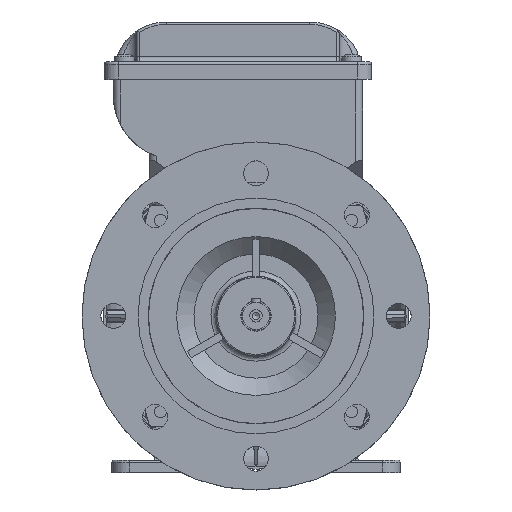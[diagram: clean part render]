
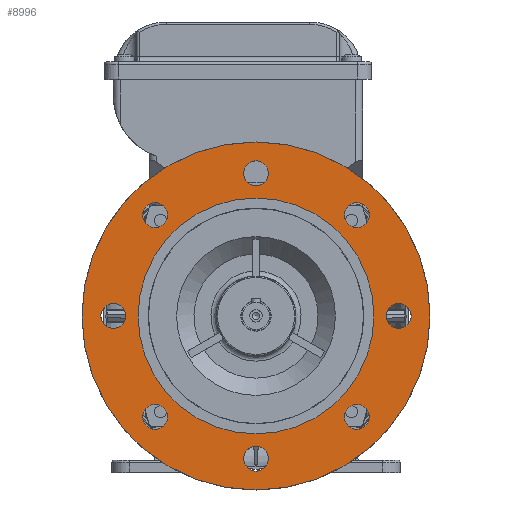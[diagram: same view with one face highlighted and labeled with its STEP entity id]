
A CAD part, top view. The second image highlights one B-rep face of the part: STEP entity #8996.
In plain terms, the highlighted planar face has unit normal (0, 0, 1).
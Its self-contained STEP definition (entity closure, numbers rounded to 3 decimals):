
#4015=FACE_BOUND('',#15028,.T.);
#4016=FACE_BOUND('',#15029,.T.);
#4017=FACE_BOUND('',#15030,.T.);
#4018=FACE_BOUND('',#15031,.T.);
#4019=FACE_BOUND('',#15032,.T.);
#4020=FACE_BOUND('',#15033,.T.);
#4021=FACE_BOUND('',#15034,.T.);
#4022=FACE_BOUND('',#15035,.T.);
#4023=FACE_BOUND('',#15036,.T.);
#4024=FACE_BOUND('',#15037,.T.);
#5425=CIRCLE('',#47567,5.);
#5427=CIRCLE('',#47570,5.);
#5429=CIRCLE('',#47573,5.);
#5447=CIRCLE('',#47606,5.);
#5460=CIRCLE('',#47627,5.);
#5470=CIRCLE('',#47641,5.);
#5482=CIRCLE('',#47664,5.);
#5647=CIRCLE('',#47954,47.5);
#5648=CIRCLE('',#47956,5.);
#5649=CIRCLE('',#47957,70.1);
#8996=ADVANCED_FACE('',(#4015,#4016,#4017,#4018,#4019,#4020,#4021,#4022,
#4023,#4024),#10412,.T.);
#10412=PLANE('',#47958);
#15028=EDGE_LOOP('',(#25989));
#15029=EDGE_LOOP('',(#25990));
#15030=EDGE_LOOP('',(#25991));
#15031=EDGE_LOOP('',(#25992));
#15032=EDGE_LOOP('',(#25993));
#15033=EDGE_LOOP('',(#25994));
#15034=EDGE_LOOP('',(#25995));
#15035=EDGE_LOOP('',(#25996));
#15036=EDGE_LOOP('',(#25997));
#15037=EDGE_LOOP('',(#25998));
#25989=ORIENTED_EDGE('',*,*,#36916,.T.);
#25990=ORIENTED_EDGE('',*,*,#37366,.T.);
#25991=ORIENTED_EDGE('',*,*,#36806,.T.);
#25992=ORIENTED_EDGE('',*,*,#36759,.T.);
#25993=ORIENTED_EDGE('',*,*,#36847,.T.);
#25994=ORIENTED_EDGE('',*,*,#36761,.T.);
#25995=ORIENTED_EDGE('',*,*,#36873,.T.);
#25996=ORIENTED_EDGE('',*,*,#36763,.T.);
#25997=ORIENTED_EDGE('',*,*,#37365,.T.);
#25998=ORIENTED_EDGE('',*,*,#37367,.T.);
#31043=VERTEX_POINT('',#76582);
#31045=VERTEX_POINT('',#76587);
#31047=VERTEX_POINT('',#76592);
#31081=VERTEX_POINT('',#76828);
#31113=VERTEX_POINT('',#77378);
#31134=VERTEX_POINT('',#77601);
#31167=VERTEX_POINT('',#77878);
#31453=VERTEX_POINT('',#81572);
#31454=VERTEX_POINT('',#81575);
#31455=VERTEX_POINT('',#81577);
#36759=EDGE_CURVE('',#31043,#31043,#5425,.T.);
#36761=EDGE_CURVE('',#31045,#31045,#5427,.T.);
#36763=EDGE_CURVE('',#31047,#31047,#5429,.T.);
#36806=EDGE_CURVE('',#31081,#31081,#5447,.T.);
#36847=EDGE_CURVE('',#31113,#31113,#5460,.T.);
#36873=EDGE_CURVE('',#31134,#31134,#5470,.T.);
#36916=EDGE_CURVE('',#31167,#31167,#5482,.T.);
#37365=EDGE_CURVE('',#31453,#31453,#5647,.T.);
#37366=EDGE_CURVE('',#31454,#31454,#5648,.T.);
#37367=EDGE_CURVE('',#31455,#31455,#5649,.T.);
#47567=AXIS2_PLACEMENT_3D('',#76581,#57164,#57165);
#47570=AXIS2_PLACEMENT_3D('',#76586,#57170,#57171);
#47573=AXIS2_PLACEMENT_3D('',#76591,#57176,#57177);
#47606=AXIS2_PLACEMENT_3D('',#76827,#57251,#57252);
#47627=AXIS2_PLACEMENT_3D('',#77377,#57300,#57301);
#47641=AXIS2_PLACEMENT_3D('',#77600,#57331,#57332);
#47664=AXIS2_PLACEMENT_3D('',#77877,#57392,#57393);
#47954=AXIS2_PLACEMENT_3D('',#81571,#58088,#58089);
#47956=AXIS2_PLACEMENT_3D('',#81574,#58092,#58093);
#47957=AXIS2_PLACEMENT_3D('',#81576,#58094,#58095);
#47958=AXIS2_PLACEMENT_3D('',#81578,#58096,#58097);
#57164=DIRECTION('',(0.,0.,-1.));
#57165=DIRECTION('',(0.,-1.,0.));
#57170=DIRECTION('',(0.,0.,-1.));
#57171=DIRECTION('',(1.,0.,0.));
#57176=DIRECTION('',(0.,0.,-1.));
#57177=DIRECTION('',(0.,1.,0.));
#57251=DIRECTION('',(0.,0.,-1.));
#57252=DIRECTION('',(-0.707,-0.707,0.));
#57300=DIRECTION('',(0.,0.,-1.));
#57301=DIRECTION('',(0.707,-0.707,0.));
#57331=DIRECTION('',(0.,0.,-1.));
#57332=DIRECTION('',(0.707,0.707,0.));
#57392=DIRECTION('',(0.,0.,-1.));
#57393=DIRECTION('',(-0.707,0.707,0.));
#58088=DIRECTION('',(0.,0.,-1.));
#58089=DIRECTION('',(0.,-1.,0.));
#58092=DIRECTION('',(0.,0.,-1.));
#58093=DIRECTION('',(-1.,0.,0.));
#58094=DIRECTION('',(0.,0.,1.));
#58095=DIRECTION('',(0.,-1.,0.));
#58096=DIRECTION('',(0.,0.,1.));
#58097=DIRECTION('',(0.,1.,0.));
#76581=CARTESIAN_POINT('',(-46.778,292.532,-92.334));
#76582=CARTESIAN_POINT('',(-46.778,287.532,-92.334));
#76586=CARTESIAN_POINT('',(-46.778,373.849,-92.334));
#76587=CARTESIAN_POINT('',(-41.778,373.849,-92.334));
#76591=CARTESIAN_POINT('',(-128.096,373.849,-92.334));
#76592=CARTESIAN_POINT('',(-128.096,378.849,-92.334));
#76827=CARTESIAN_POINT('',(-87.437,275.691,-92.334));
#76828=CARTESIAN_POINT('',(-90.973,272.155,-92.334));
#77377=CARTESIAN_POINT('',(-29.937,333.191,-92.334));
#77378=CARTESIAN_POINT('',(-26.402,329.655,-92.334));
#77600=CARTESIAN_POINT('',(-87.437,390.691,-92.334));
#77601=CARTESIAN_POINT('',(-83.902,394.226,-92.334));
#77877=CARTESIAN_POINT('',(-144.937,333.191,-92.334));
#77878=CARTESIAN_POINT('',(-148.473,336.726,-92.334));
#81571=CARTESIAN_POINT('',(-87.437,333.191,-92.334));
#81572=CARTESIAN_POINT('',(-87.437,285.691,-92.334));
#81574=CARTESIAN_POINT('',(-128.096,292.532,-92.334));
#81575=CARTESIAN_POINT('',(-133.096,292.532,-92.334));
#81576=CARTESIAN_POINT('',(-87.437,333.191,-92.334));
#81577=CARTESIAN_POINT('',(-87.437,263.091,-92.334));
#81578=CARTESIAN_POINT('',(-10.327,256.081,-92.334));
